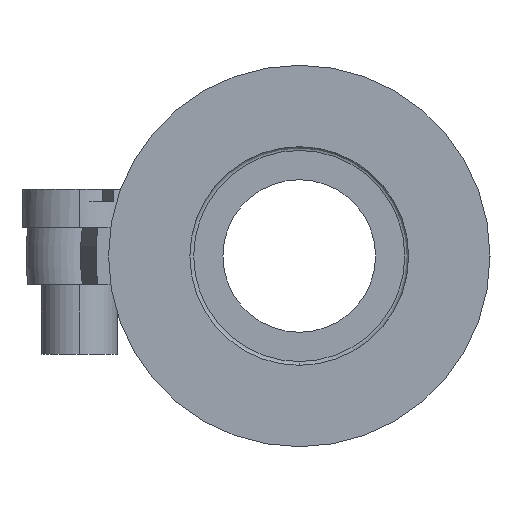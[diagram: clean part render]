
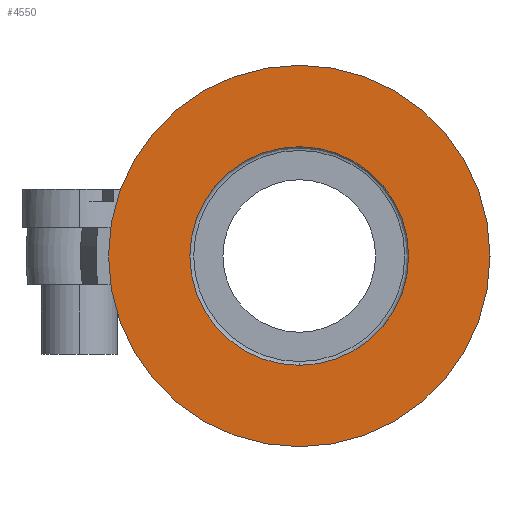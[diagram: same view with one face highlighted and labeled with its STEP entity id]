
A CAD part, left-side view. The second image highlights one B-rep face of the part: STEP entity #4550.
In plain terms, the highlighted planar face has unit normal (-1, 0, 0).
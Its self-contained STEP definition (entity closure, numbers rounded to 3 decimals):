
#5 = AXIS2_PLACEMENT_3D ( 'NONE', #4506, #1946, #4891 ) ;
#173 = ORIENTED_EDGE ( 'NONE', *, *, #4241, .F. ) ;
#286 = FACE_OUTER_BOUND ( 'NONE', #4036, .T. ) ;
#292 = CARTESIAN_POINT ( 'NONE',  ( 0., 0., 8.6 ) ) ;
#670 = CARTESIAN_POINT ( 'NONE',  ( 0., 0., 0. ) ) ;
#678 = CARTESIAN_POINT ( 'NONE',  ( 0., 0., -8.6 ) ) ;
#744 = AXIS2_PLACEMENT_3D ( 'NONE', #789, #3843, #1248 ) ;
#789 = CARTESIAN_POINT ( 'NONE',  ( 0., 0., 0. ) ) ;
#812 = CARTESIAN_POINT ( 'NONE',  ( 0., 0., -15. ) ) ;
#856 = ORIENTED_EDGE ( 'NONE', *, *, #1916, .T. ) ;
#958 = AXIS2_PLACEMENT_3D ( 'NONE', #670, #3752, #1136 ) ;
#1013 = VERTEX_POINT ( 'NONE', #4640 ) ;
#1136 = DIRECTION ( 'NONE',  ( 0., 0., -1. ) ) ;
#1173 = EDGE_LOOP ( 'NONE', ( #4676, #173 ) ) ;
#1248 = DIRECTION ( 'NONE',  ( 0., 0., -1. ) ) ;
#1365 = VERTEX_POINT ( 'NONE', #678 ) ;
#1441 = ORIENTED_EDGE ( 'NONE', *, *, #3578, .T. ) ;
#1528 = DIRECTION ( 'NONE',  ( -1., 0., 0. ) ) ;
#1636 = FACE_BOUND ( 'NONE', #1173, .T. ) ;
#1644 = AXIS2_PLACEMENT_3D ( 'NONE', #4109, #1528, #4535 ) ;
#1916 = EDGE_CURVE ( 'NONE', #1013, #4276, #4392, .T. ) ;
#1946 = DIRECTION ( 'NONE',  ( -1., 0., 0. ) ) ;
#2183 = CARTESIAN_POINT ( 'NONE',  ( 0., 0., 0. ) ) ;
#2369 = PLANE ( 'NONE',  #1644 ) ;
#2478 = DIRECTION ( 'NONE',  ( 0., 0., -1. ) ) ;
#2506 = DIRECTION ( 'NONE',  ( -1., 0., 0. ) ) ;
#2992 = EDGE_CURVE ( 'NONE', #1365, #3676, #3004, .T. ) ;
#3004 = CIRCLE ( 'NONE', #5, 8.6 ) ;
#3006 = AXIS2_PLACEMENT_3D ( 'NONE', #2183, #2506, #2478 ) ;
#3177 = CIRCLE ( 'NONE', #744, 8.6 ) ;
#3578 = EDGE_CURVE ( 'NONE', #4276, #1013, #4667, .T. ) ;
#3676 = VERTEX_POINT ( 'NONE', #292 ) ;
#3752 = DIRECTION ( 'NONE',  ( -1., 0., 0. ) ) ;
#3843 = DIRECTION ( 'NONE',  ( -1., 0., 0. ) ) ;
#4036 = EDGE_LOOP ( 'NONE', ( #1441, #856 ) ) ;
#4109 = CARTESIAN_POINT ( 'NONE',  ( 0., -8.6, 0. ) ) ;
#4241 = EDGE_CURVE ( 'NONE', #3676, #1365, #3177, .T. ) ;
#4276 = VERTEX_POINT ( 'NONE', #812 ) ;
#4392 = CIRCLE ( 'NONE', #3006, 15. ) ;
#4506 = CARTESIAN_POINT ( 'NONE',  ( 0., 0., 0. ) ) ;
#4535 = DIRECTION ( 'NONE',  ( 0., 0., -1. ) ) ;
#4550 = ADVANCED_FACE ( 'NONE', ( #286, #1636 ), #2369, .T. ) ;
#4640 = CARTESIAN_POINT ( 'NONE',  ( 0., 0., 15. ) ) ;
#4667 = CIRCLE ( 'NONE', #958, 15. ) ;
#4676 = ORIENTED_EDGE ( 'NONE', *, *, #2992, .F. ) ;
#4891 = DIRECTION ( 'NONE',  ( 0., 0., -1. ) ) ;
